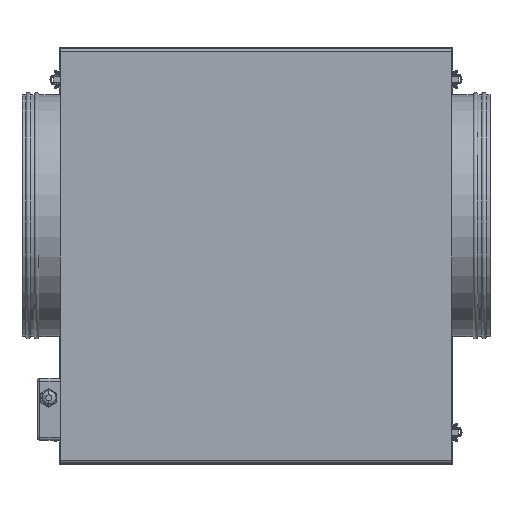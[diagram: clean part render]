
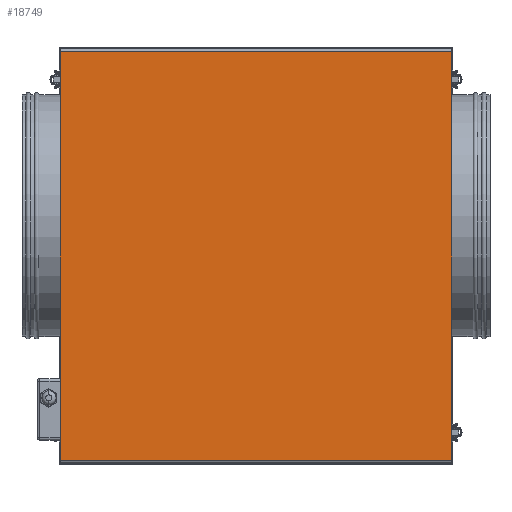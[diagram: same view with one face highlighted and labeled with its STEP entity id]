
A CAD part, front view. The second image highlights one B-rep face of the part: STEP entity #18749.
In plain terms, the highlighted planar face has unit normal (0, -1, 0).
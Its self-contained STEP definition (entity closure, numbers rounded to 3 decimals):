
#18383 = VERTEX_POINT ( 'NONE', #25405 ) ;
#18384 = EDGE_CURVE ( 'NONE', #18670, #18383, #25403, .T. ) ;
#18670 = VERTEX_POINT ( 'NONE', #26257 ) ;
#18749 = ADVANCED_FACE ( 'NONE', ( #26505 ), #26549, .F. ) ;
#18750 = EDGE_LOOP ( 'NONE', ( #18751, #18807, #18808, #18811 ) ) ;
#18751 = ORIENTED_EDGE ( 'NONE', *, *, #18805, .T. ) ;
#18805 = EDGE_CURVE ( 'NONE', #18806, #18670, #26706, .T. ) ;
#18806 = VERTEX_POINT ( 'NONE', #26702 ) ;
#18807 = ORIENTED_EDGE ( 'NONE', *, *, #18384, .T. ) ;
#18808 = ORIENTED_EDGE ( 'NONE', *, *, #18809, .F. ) ;
#18809 = EDGE_CURVE ( 'NONE', #18810, #18383, #26701, .T. ) ;
#18810 = VERTEX_POINT ( 'NONE', #26697 ) ;
#18811 = ORIENTED_EDGE ( 'NONE', *, *, #18812, .T. ) ;
#18812 = EDGE_CURVE ( 'NONE', #18810, #18806, #26746, .T. ) ;
#25400 = DIRECTION ( 'NONE',  ( 0., 0., -1. ) ) ;
#25401 = VECTOR ( 'NONE', #25400, 1000. ) ;
#25402 = CARTESIAN_POINT ( 'NONE',  ( -255., 0., 540. ) ) ;
#25403 = LINE ( 'NONE', #25402, #25401 ) ;
#25405 = CARTESIAN_POINT ( 'NONE',  ( -255., 0., 3.737 ) ) ;
#26257 = CARTESIAN_POINT ( 'NONE',  ( -255., 0., 536.263 ) ) ;
#26505 = FACE_OUTER_BOUND ( 'NONE', #18750, .T. ) ;
#26544 = DIRECTION ( 'NONE',  ( 0., 0., 1. ) ) ;
#26545 = DIRECTION ( 'NONE',  ( 0., 1., 0. ) ) ;
#26546 = CARTESIAN_POINT ( 'NONE',  ( -255., 0., 540. ) ) ;
#26547 = AXIS2_PLACEMENT_3D ( 'NONE', #26546, #26545, #26544 ) ;
#26549 = PLANE ( 'NONE',  #26547 ) ;
#26697 = CARTESIAN_POINT ( 'NONE',  ( 255., 0., 3.737 ) ) ;
#26698 = DIRECTION ( 'NONE',  ( -1., 0., 0. ) ) ;
#26699 = VECTOR ( 'NONE', #26698, 1000. ) ;
#26700 = CARTESIAN_POINT ( 'NONE',  ( -255., 0., 3.737 ) ) ;
#26701 = LINE ( 'NONE', #26700, #26699 ) ;
#26702 = CARTESIAN_POINT ( 'NONE',  ( 255., 0., 536.263 ) ) ;
#26703 = DIRECTION ( 'NONE',  ( -1., 0., 0. ) ) ;
#26704 = VECTOR ( 'NONE', #26703, 1000. ) ;
#26705 = CARTESIAN_POINT ( 'NONE',  ( 255., 0., 536.263 ) ) ;
#26706 = LINE ( 'NONE', #26705, #26704 ) ;
#26743 = DIRECTION ( 'NONE',  ( 0., 0., 1. ) ) ;
#26744 = VECTOR ( 'NONE', #26743, 1000. ) ;
#26745 = CARTESIAN_POINT ( 'NONE',  ( 255., 0., 540. ) ) ;
#26746 = LINE ( 'NONE', #26745, #26744 ) ;
